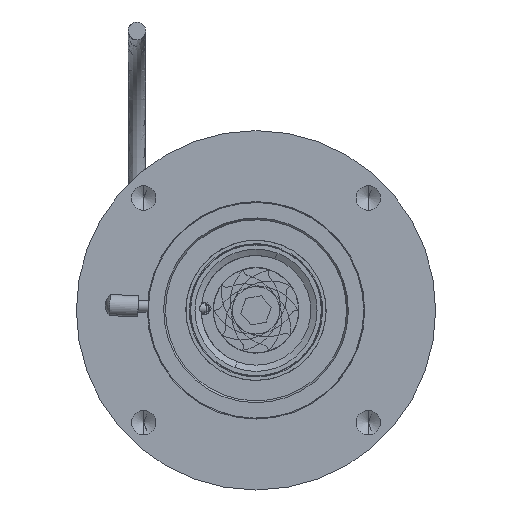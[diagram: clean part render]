
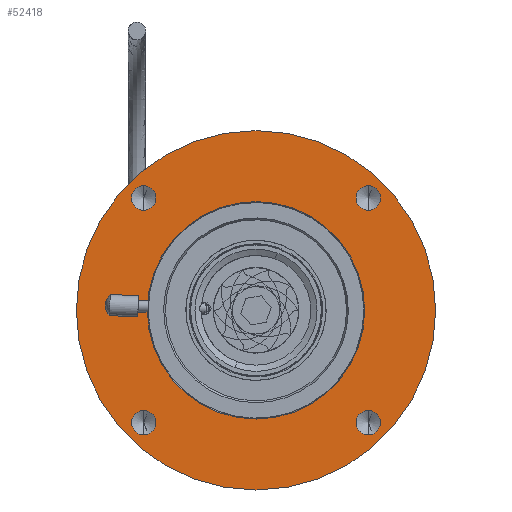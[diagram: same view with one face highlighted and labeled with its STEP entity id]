
A CAD part, left-side view. The second image highlights one B-rep face of the part: STEP entity #52418.
In plain terms, the highlighted planar face has unit normal (-1, 0, 0).
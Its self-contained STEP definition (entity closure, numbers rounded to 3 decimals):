
#1362 = VERTEX_POINT ( 'NONE', #10358 ) ;
#1381 = DIRECTION ( 'NONE',  ( 0., 0., 1. ) ) ;
#1646 = CARTESIAN_POINT ( 'NONE',  ( 0., 15.875, -15.875 ) ) ;
#2103 = ORIENTED_EDGE ( 'NONE', *, *, #77631, .F. ) ;
#2395 = FACE_BOUND ( 'NONE', #7087, .T. ) ;
#3151 = ORIENTED_EDGE ( 'NONE', *, *, #87739, .F. ) ;
#3257 = CIRCLE ( 'NONE', #62542, 1.727 ) ;
#5450 = CIRCLE ( 'NONE', #37847, 25.4 ) ;
#6814 = CARTESIAN_POINT ( 'NONE',  ( 0., -15.875, -15.875 ) ) ;
#7009 = CARTESIAN_POINT ( 'NONE',  ( 0., 15.875, 15.875 ) ) ;
#7087 = EDGE_LOOP ( 'NONE', ( #45384, #13399 ) ) ;
#7098 = CARTESIAN_POINT ( 'NONE',  ( 0., 15.875, -17.602 ) ) ;
#7447 = DIRECTION ( 'NONE',  ( 0., 0., 1. ) ) ;
#7692 = CIRCLE ( 'NONE', #49568, 1.727 ) ;
#10358 = CARTESIAN_POINT ( 'NONE',  ( 0., 0., 25.4 ) ) ;
#10636 = EDGE_CURVE ( 'NONE', #49852, #45509, #56034, .T. ) ;
#11704 = AXIS2_PLACEMENT_3D ( 'NONE', #21302, #85835, #86897 ) ;
#12335 = VERTEX_POINT ( 'NONE', #100948 ) ;
#12599 = FACE_BOUND ( 'NONE', #45913, .T. ) ;
#13184 = EDGE_CURVE ( 'NONE', #33121, #1362, #5450, .T. ) ;
#13399 = ORIENTED_EDGE ( 'NONE', *, *, #22351, .F. ) ;
#15532 = CARTESIAN_POINT ( 'NONE',  ( 0., 15.875, 14.148 ) ) ;
#16166 = EDGE_CURVE ( 'NONE', #12335, #88692, #77861, .T. ) ;
#16177 = VERTEX_POINT ( 'NONE', #54513 ) ;
#16222 = CARTESIAN_POINT ( 'NONE',  ( 0., 15.875, -15.875 ) ) ;
#16589 = CARTESIAN_POINT ( 'NONE',  ( 0., -15.875, 14.148 ) ) ;
#16618 = CARTESIAN_POINT ( 'NONE',  ( 0., 0., 15.367 ) ) ;
#17300 = DIRECTION ( 'NONE',  ( -1., 0., 0. ) ) ;
#17668 = VERTEX_POINT ( 'NONE', #16589 ) ;
#20767 = AXIS2_PLACEMENT_3D ( 'NONE', #35630, #84553, #60775 ) ;
#20791 = EDGE_CURVE ( 'NONE', #17668, #65188, #32379, .T. ) ;
#21302 = CARTESIAN_POINT ( 'NONE',  ( 0., -15.875, -15.875 ) ) ;
#22351 = EDGE_CURVE ( 'NONE', #45509, #49852, #49653, .T. ) ;
#22696 = CARTESIAN_POINT ( 'NONE',  ( 0., 0., 0. ) ) ;
#25705 = VERTEX_POINT ( 'NONE', #7098 ) ;
#31013 = CARTESIAN_POINT ( 'NONE',  ( 0., 0., -15.367 ) ) ;
#32172 = AXIS2_PLACEMENT_3D ( 'NONE', #87020, #38403, #79616 ) ;
#32379 = CIRCLE ( 'NONE', #20767, 1.727 ) ;
#33121 = VERTEX_POINT ( 'NONE', #58464 ) ;
#33161 = CIRCLE ( 'NONE', #80564, 25.4 ) ;
#33704 = CARTESIAN_POINT ( 'NONE',  ( 0., -15.875, -14.148 ) ) ;
#33898 = ORIENTED_EDGE ( 'NONE', *, *, #96110, .T. ) ;
#34118 = ORIENTED_EDGE ( 'NONE', *, *, #20791, .F. ) ;
#34147 = FACE_BOUND ( 'NONE', #35792, .T. ) ;
#34525 = EDGE_LOOP ( 'NONE', ( #33898, #95586 ) ) ;
#35630 = CARTESIAN_POINT ( 'NONE',  ( 0., -15.875, 15.875 ) ) ;
#35792 = EDGE_LOOP ( 'NONE', ( #87760, #34118 ) ) ;
#37847 = AXIS2_PLACEMENT_3D ( 'NONE', #99240, #58136, #1381 ) ;
#38062 = DIRECTION ( 'NONE',  ( -1., 0., 0. ) ) ;
#38298 = DIRECTION ( 'NONE',  ( -1., 0., 0. ) ) ;
#38403 = DIRECTION ( 'NONE',  ( -1., 0., 0. ) ) ;
#39269 = DIRECTION ( 'NONE',  ( -1., 0., 0. ) ) ;
#39655 = CARTESIAN_POINT ( 'NONE',  ( 0., 0., 0. ) ) ;
#40087 = DIRECTION ( 'NONE',  ( -1., 0., 0. ) ) ;
#41587 = ORIENTED_EDGE ( 'NONE', *, *, #89454, .F. ) ;
#43768 = AXIS2_PLACEMENT_3D ( 'NONE', #6814, #40087, #96833 ) ;
#45384 = ORIENTED_EDGE ( 'NONE', *, *, #10636, .F. ) ;
#45509 = VERTEX_POINT ( 'NONE', #31013 ) ;
#45913 = EDGE_LOOP ( 'NONE', ( #91678, #2103 ) ) ;
#48042 = FACE_BOUND ( 'NONE', #80595, .T. ) ;
#49568 = AXIS2_PLACEMENT_3D ( 'NONE', #16222, #81130, #80087 ) ;
#49653 = CIRCLE ( 'NONE', #100499, 15.367 ) ;
#49852 = VERTEX_POINT ( 'NONE', #16618 ) ;
#52418 = ADVANCED_FACE ( 'NONE', ( #34147, #48042, #12599, #96300, #2395, #74829 ), #52558, .F. ) ;
#52558 = PLANE ( 'NONE',  #63451 ) ;
#54513 = CARTESIAN_POINT ( 'NONE',  ( 0., 15.875, -14.148 ) ) ;
#55219 = DIRECTION ( 'NONE',  ( -1., 0., 0. ) ) ;
#55269 = CARTESIAN_POINT ( 'NONE',  ( 0., 15.875, 15.875 ) ) ;
#55316 = DIRECTION ( 'NONE',  ( -1., 0., 0. ) ) ;
#55722 = EDGE_CURVE ( 'NONE', #88692, #12335, #3257, .T. ) ;
#56034 = CIRCLE ( 'NONE', #32172, 15.367 ) ;
#58136 = DIRECTION ( 'NONE',  ( -1., 0., 0. ) ) ;
#58464 = CARTESIAN_POINT ( 'NONE',  ( 0., 0., -25.4 ) ) ;
#60775 = DIRECTION ( 'NONE',  ( 0., 0., 1. ) ) ;
#62542 = AXIS2_PLACEMENT_3D ( 'NONE', #55269, #39269, #72302 ) ;
#63451 = AXIS2_PLACEMENT_3D ( 'NONE', #91602, #83783, #67870 ) ;
#63719 = DIRECTION ( 'NONE',  ( 0., 0., 1. ) ) ;
#65188 = VERTEX_POINT ( 'NONE', #103651 ) ;
#65858 = CARTESIAN_POINT ( 'NONE',  ( 0., -15.875, -17.602 ) ) ;
#67870 = DIRECTION ( 'NONE',  ( 0., 0., -1. ) ) ;
#69140 = CIRCLE ( 'NONE', #11704, 1.727 ) ;
#70730 = DIRECTION ( 'NONE',  ( 0., 0., 1. ) ) ;
#70800 = AXIS2_PLACEMENT_3D ( 'NONE', #7009, #55219, #63719 ) ;
#72302 = DIRECTION ( 'NONE',  ( 0., 0., 1. ) ) ;
#72884 = ORIENTED_EDGE ( 'NONE', *, *, #16166, .F. ) ;
#74829 = FACE_OUTER_BOUND ( 'NONE', #34525, .T. ) ;
#76156 = AXIS2_PLACEMENT_3D ( 'NONE', #1646, #17300, #98102 ) ;
#76320 = EDGE_CURVE ( 'NONE', #65188, #17668, #105240, .T. ) ;
#77530 = CIRCLE ( 'NONE', #43768, 1.727 ) ;
#77631 = EDGE_CURVE ( 'NONE', #25705, #16177, #81966, .T. ) ;
#77861 = CIRCLE ( 'NONE', #70800, 1.727 ) ;
#79510 = DIRECTION ( 'NONE',  ( 0., 0., 1. ) ) ;
#79616 = DIRECTION ( 'NONE',  ( 0., 0., 1. ) ) ;
#80087 = DIRECTION ( 'NONE',  ( 0., 0., 1. ) ) ;
#80347 = VERTEX_POINT ( 'NONE', #65858 ) ;
#80564 = AXIS2_PLACEMENT_3D ( 'NONE', #22696, #38298, #79510 ) ;
#80595 = EDGE_LOOP ( 'NONE', ( #41587, #3151 ) ) ;
#81130 = DIRECTION ( 'NONE',  ( -1., 0., 0. ) ) ;
#81966 = CIRCLE ( 'NONE', #76156, 1.727 ) ;
#83783 = DIRECTION ( 'NONE',  ( 1., 0., 0. ) ) ;
#84553 = DIRECTION ( 'NONE',  ( -1., 0., 0. ) ) ;
#85650 = VERTEX_POINT ( 'NONE', #33704 ) ;
#85835 = DIRECTION ( 'NONE',  ( -1., 0., 0. ) ) ;
#85982 = EDGE_CURVE ( 'NONE', #16177, #25705, #7692, .T. ) ;
#86897 = DIRECTION ( 'NONE',  ( 0., 0., 1. ) ) ;
#87020 = CARTESIAN_POINT ( 'NONE',  ( 0., 0., 0. ) ) ;
#87739 = EDGE_CURVE ( 'NONE', #80347, #85650, #69140, .T. ) ;
#87760 = ORIENTED_EDGE ( 'NONE', *, *, #76320, .F. ) ;
#88692 = VERTEX_POINT ( 'NONE', #15532 ) ;
#89454 = EDGE_CURVE ( 'NONE', #85650, #80347, #77530, .T. ) ;
#90268 = EDGE_LOOP ( 'NONE', ( #72884, #95490 ) ) ;
#91602 = CARTESIAN_POINT ( 'NONE',  ( 0., 15.367, 0. ) ) ;
#91678 = ORIENTED_EDGE ( 'NONE', *, *, #85982, .F. ) ;
#94091 = CARTESIAN_POINT ( 'NONE',  ( 0., -15.875, 15.875 ) ) ;
#95490 = ORIENTED_EDGE ( 'NONE', *, *, #55722, .F. ) ;
#95586 = ORIENTED_EDGE ( 'NONE', *, *, #13184, .T. ) ;
#96110 = EDGE_CURVE ( 'NONE', #1362, #33121, #33161, .T. ) ;
#96300 = FACE_BOUND ( 'NONE', #90268, .T. ) ;
#96833 = DIRECTION ( 'NONE',  ( 0., 0., 1. ) ) ;
#98102 = DIRECTION ( 'NONE',  ( 0., 0., 1. ) ) ;
#99240 = CARTESIAN_POINT ( 'NONE',  ( 0., 0., 0. ) ) ;
#100499 = AXIS2_PLACEMENT_3D ( 'NONE', #39655, #55316, #7447 ) ;
#100948 = CARTESIAN_POINT ( 'NONE',  ( 0., 15.875, 17.602 ) ) ;
#101091 = AXIS2_PLACEMENT_3D ( 'NONE', #94091, #38062, #70730 ) ;
#103651 = CARTESIAN_POINT ( 'NONE',  ( 0., -15.875, 17.602 ) ) ;
#105240 = CIRCLE ( 'NONE', #101091, 1.727 ) ;
